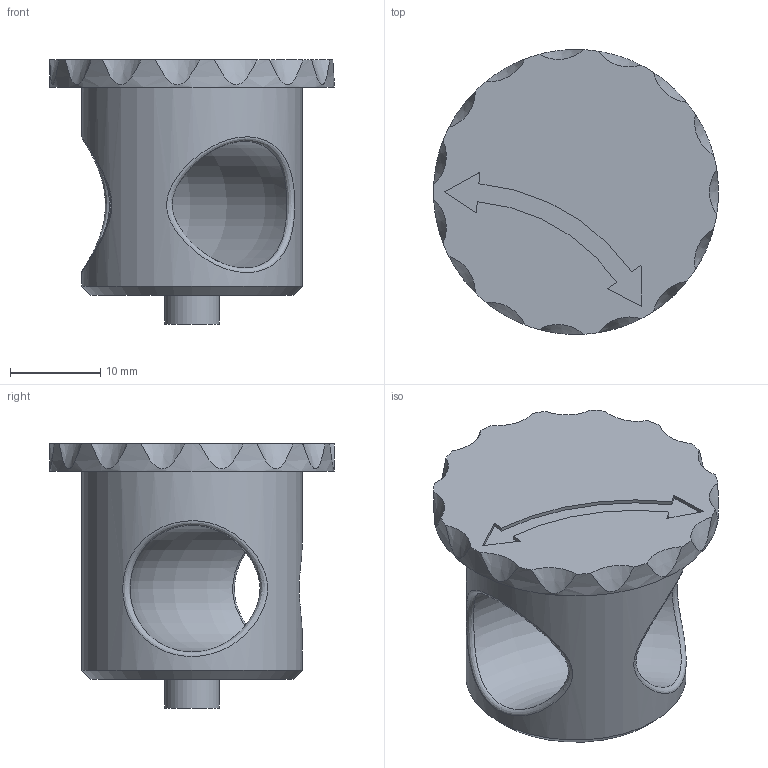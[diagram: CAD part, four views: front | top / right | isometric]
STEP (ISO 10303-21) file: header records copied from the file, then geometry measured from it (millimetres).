
FILE_DESCRIPTION(/* description */ (''),/* implementation_level */ '2;1');
FILE_NAME(/* name */ '3WayValveCock_v001.stp',/* time_stamp */ '2020-03-18T22:38:39-07:00',/* author */ (''),/* organization */ (''),/* preprocessor_version */ 'ST-DEVELOPER v18',/* originating_system */ 'Autodesk Inventor 2020',/* authorisation */ '');
FILE_SCHEMA (('AUTOMOTIVE_DESIGN { 1 0 10303 214 3 1 1 }'));
Length unit declared in the file: millimetre
Products named in the file (1): 3 Way Tee Valve
Bounding box: 31.5 x 31.5 x 29.2 mm (x, y, z)
Volume: 9740.7 mm3; surface area: 4186.1 mm2
Topology: 1 solids, 1 shells, 131 faces, 369 edges, 248 vertices
Faces by surface type: bspline 70, plane 38, cone 16, cylinder 6, torus 1
Full cylindrical faces by diameter (mm): 2.5 x1, 6 x1, 24.35 x1, 31.5 x1
Entity records: 5730 total; most frequent: CARTESIAN_POINT 2747, ORIENTED_EDGE 738, DIRECTION 385, EDGE_CURVE 369, VERTEX_POINT 248, B_SPLINE_CURVE_WITH_KNOTS 161, LINE 155, VECTOR 155
